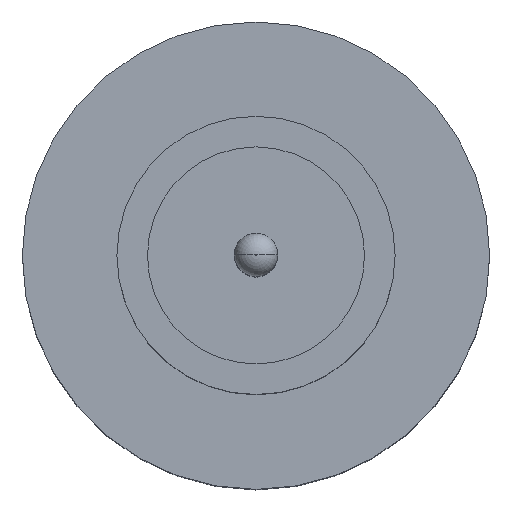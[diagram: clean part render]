
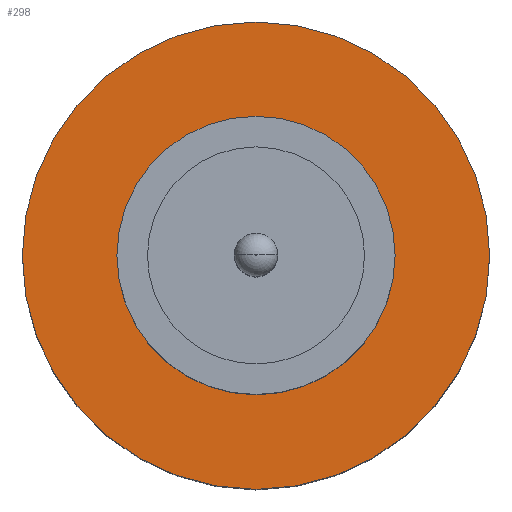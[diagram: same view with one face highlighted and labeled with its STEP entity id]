
A CAD part, top view. The second image highlights one B-rep face of the part: STEP entity #298.
In plain terms, the highlighted planar face has unit normal (0, 0, 1).
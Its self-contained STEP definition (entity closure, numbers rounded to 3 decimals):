
#5 = ORIENTED_EDGE ( 'NONE', *, *, #330, .F. ) ;
#42 = CARTESIAN_POINT ( 'NONE',  ( 2.1, 0., 1.55 ) ) ;
#55 = DIRECTION ( 'NONE',  ( 0., 0., 1. ) ) ;
#61 = AXIS2_PLACEMENT_3D ( 'NONE', #364, #605, #611 ) ;
#62 = DIRECTION ( 'NONE',  ( 0., 0., 1. ) ) ;
#71 = CARTESIAN_POINT ( 'NONE',  ( -1.25, 0., 1.55 ) ) ;
#88 = ORIENTED_EDGE ( 'NONE', *, *, #281, .T. ) ;
#132 = DIRECTION ( 'NONE',  ( 1., 0., 0. ) ) ;
#138 = DIRECTION ( 'NONE',  ( 1., 0., 0. ) ) ;
#140 = DIRECTION ( 'NONE',  ( 1., 0., 0. ) ) ;
#197 = AXIS2_PLACEMENT_3D ( 'NONE', #524, #693, #140 ) ;
#211 = DIRECTION ( 'NONE',  ( 0., 0., 1. ) ) ;
#281 = EDGE_CURVE ( 'NONE', #357, #719, #935, .T. ) ;
#298 = ADVANCED_FACE ( 'NONE', ( #754, #444 ), #684, .T. ) ;
#303 = DIRECTION ( 'NONE',  ( 1., 0., 0. ) ) ;
#309 = VERTEX_POINT ( 'NONE', #677 ) ;
#330 = EDGE_CURVE ( 'NONE', #309, #820, #704, .T. ) ;
#357 = VERTEX_POINT ( 'NONE', #936 ) ;
#364 = CARTESIAN_POINT ( 'NONE',  ( 0., 0., 1.55 ) ) ;
#365 = CARTESIAN_POINT ( 'NONE',  ( 0., 0., 1.55 ) ) ;
#416 = CIRCLE ( 'NONE', #197, 1.25 ) ;
#440 = CIRCLE ( 'NONE', #61, 2.1 ) ;
#444 = FACE_OUTER_BOUND ( 'NONE', #746, .T. ) ;
#524 = CARTESIAN_POINT ( 'NONE',  ( 0., 0., 1.55 ) ) ;
#603 = AXIS2_PLACEMENT_3D ( 'NONE', #758, #211, #303 ) ;
#605 = DIRECTION ( 'NONE',  ( 0., 0., 1. ) ) ;
#611 = DIRECTION ( 'NONE',  ( 1., 0., 0. ) ) ;
#656 = ORIENTED_EDGE ( 'NONE', *, *, #802, .F. ) ;
#658 = AXIS2_PLACEMENT_3D ( 'NONE', #908, #62, #138 ) ;
#677 = CARTESIAN_POINT ( 'NONE',  ( 1.25, 0., 1.55 ) ) ;
#684 = PLANE ( 'NONE',  #603 ) ;
#693 = DIRECTION ( 'NONE',  ( 0., 0., 1. ) ) ;
#704 = CIRCLE ( 'NONE', #658, 1.25 ) ;
#709 = ORIENTED_EDGE ( 'NONE', *, *, #782, .T. ) ;
#719 = VERTEX_POINT ( 'NONE', #42 ) ;
#746 = EDGE_LOOP ( 'NONE', ( #88, #709 ) ) ;
#754 = FACE_BOUND ( 'NONE', #757, .T. ) ;
#757 = EDGE_LOOP ( 'NONE', ( #5, #656 ) ) ;
#758 = CARTESIAN_POINT ( 'NONE',  ( 0., 0., 1.55 ) ) ;
#782 = EDGE_CURVE ( 'NONE', #719, #357, #440, .T. ) ;
#802 = EDGE_CURVE ( 'NONE', #820, #309, #416, .T. ) ;
#820 = VERTEX_POINT ( 'NONE', #71 ) ;
#908 = CARTESIAN_POINT ( 'NONE',  ( 0., 0., 1.55 ) ) ;
#929 = AXIS2_PLACEMENT_3D ( 'NONE', #365, #55, #132 ) ;
#935 = CIRCLE ( 'NONE', #929, 2.1 ) ;
#936 = CARTESIAN_POINT ( 'NONE',  ( -2.1, 0., 1.55 ) ) ;
